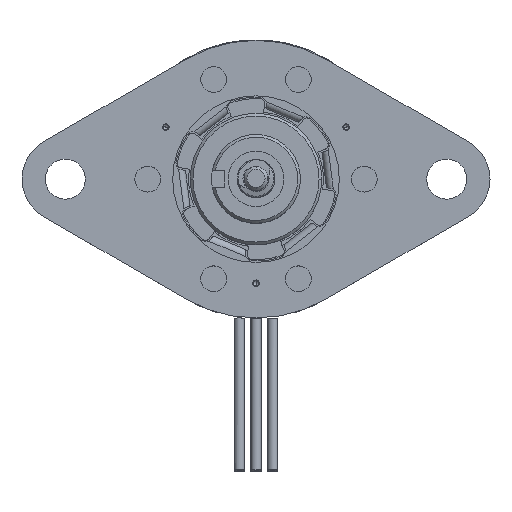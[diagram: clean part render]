
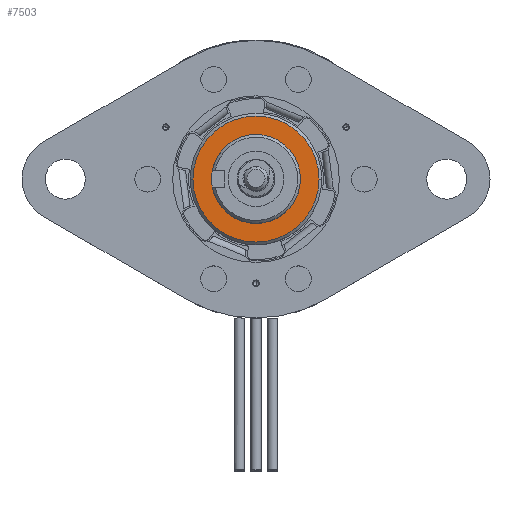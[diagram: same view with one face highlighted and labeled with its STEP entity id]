
A CAD part, top view. The second image highlights one B-rep face of the part: STEP entity #7503.
In plain terms, the highlighted planar face has unit normal (0, 0, 1).
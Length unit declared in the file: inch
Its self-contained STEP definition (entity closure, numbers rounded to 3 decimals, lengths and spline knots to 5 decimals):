
#6252=CARTESIAN_POINT('',(0.,0.,-0.017));
#6253=DIRECTION('',(0.,0.,-1.));
#6254=DIRECTION('',(0.,1.,0.));
#6255=AXIS2_PLACEMENT_3D('',#6252,#6253,#6254);
#6317=CARTESIAN_POINT('',(0.,0.,-0.017));
#6318=DIRECTION('',(0.,0.,1.));
#6319=DIRECTION('',(0.,1.,0.));
#6320=AXIS2_PLACEMENT_3D('',#6317,#6318,#6319);
#6326=CARTESIAN_POINT('',(0.,0.,-0.017));
#6327=DIRECTION('',(0.,0.,-1.));
#6328=DIRECTION('',(0.,1.,0.));
#6329=AXIS2_PLACEMENT_3D('',#6326,#6327,#6328);
#6331=CARTESIAN_POINT('',(0.,0.,-0.017));
#6332=DIRECTION('',(0.,0.,1.));
#6333=DIRECTION('',(0.,1.,0.));
#6334=AXIS2_PLACEMENT_3D('',#6331,#6332,#6333);
#7120=CARTESIAN_POINT('',(0.,0.16,-0.017));
#7122=VERTEX_POINT('',#7120);
#7149=CARTESIAN_POINT('',(0.,-0.16,-0.017));
#7150=VERTEX_POINT('',#7149);
#7167=CARTESIAN_POINT('',(0.,0.227,-0.017));
#7168=VERTEX_POINT('',#7167);
#7169=CARTESIAN_POINT('',(0.,-0.227,-0.017));
#7170=VERTEX_POINT('',#7169);
#7488=CARTESIAN_POINT('',(0.,0.,-0.017));
#7489=DIRECTION('',(0.,0.,-1.));
#7490=DIRECTION('',(0.,-1.,0.));
#7491=AXIS2_PLACEMENT_3D('',#7488,#7489,#7490);
#7492=PLANE('',#7491);
#7494=ORIENTED_EDGE('',*,*,#7493,.T.);
#7496=ORIENTED_EDGE('',*,*,#7495,.F.);
#7497=EDGE_LOOP('',(#7494,#7496));
#7498=FACE_OUTER_BOUND('',#7497,.F.);
#7499=ORIENTED_EDGE('',*,*,#7481,.T.);
#7500=ORIENTED_EDGE('',*,*,#7406,.F.);
#7501=EDGE_LOOP('',(#7499,#7500));
#7502=FACE_BOUND('',#7501,.F.);
#7503=ADVANCED_FACE('',(#7498,#7502),#7492,.F.);
#6256=CIRCLE('',#6255,0.16);
#6321=CIRCLE('',#6320,0.16);
#6330=CIRCLE('',#6329,0.227);
#6335=CIRCLE('',#6334,0.227);
#7406=EDGE_CURVE('',#7122,#7150,#6256,.T.);
#7481=EDGE_CURVE('',#7122,#7150,#6321,.T.);
#7493=EDGE_CURVE('',#7168,#7170,#6330,.T.);
#7495=EDGE_CURVE('',#7168,#7170,#6335,.T.);
